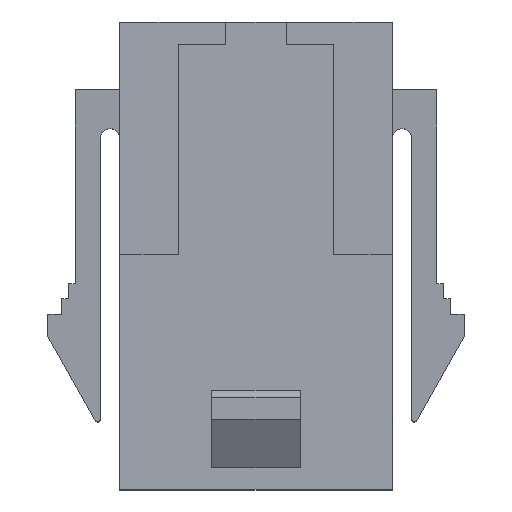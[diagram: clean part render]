
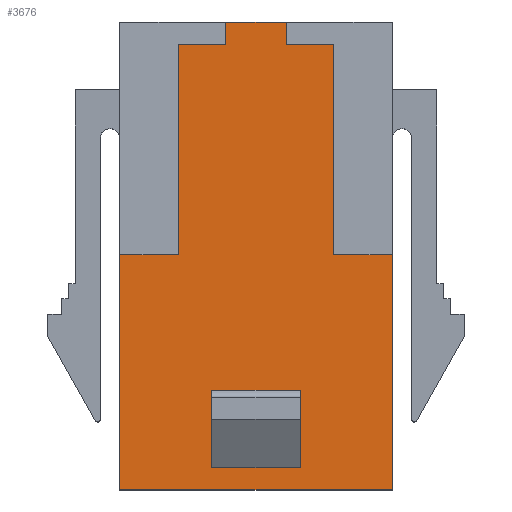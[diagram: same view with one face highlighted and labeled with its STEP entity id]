
A CAD part, top view. The second image highlights one B-rep face of the part: STEP entity #3676.
In plain terms, the highlighted planar face has unit normal (0, 0, 1).
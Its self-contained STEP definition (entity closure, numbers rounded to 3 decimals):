
#327=ORIENTED_EDGE('',*,*,#1347,.F.);
#328=ORIENTED_EDGE('',*,*,#1348,.T.);
#329=ORIENTED_EDGE('',*,*,#1349,.T.);
#330=ORIENTED_EDGE('',*,*,#1350,.F.);
#331=ORIENTED_EDGE('',*,*,#1209,.F.);
#332=ORIENTED_EDGE('',*,*,#1305,.F.);
#333=ORIENTED_EDGE('',*,*,#1346,.F.);
#334=ORIENTED_EDGE('',*,*,#1344,.F.);
#335=ORIENTED_EDGE('',*,*,#1342,.F.);
#336=ORIENTED_EDGE('',*,*,#1340,.F.);
#337=ORIENTED_EDGE('',*,*,#1178,.F.);
#338=ORIENTED_EDGE('',*,*,#1339,.F.);
#339=ORIENTED_EDGE('',*,*,#1337,.F.);
#340=ORIENTED_EDGE('',*,*,#1335,.F.);
#341=ORIENTED_EDGE('',*,*,#1333,.F.);
#342=ORIENTED_EDGE('',*,*,#1317,.F.);
#1178=EDGE_CURVE('',#1705,#1706,#2061,.T.);
#1209=EDGE_CURVE('',#1736,#1734,#2092,.T.);
#1305=EDGE_CURVE('',#1814,#1736,#2188,.T.);
#1317=EDGE_CURVE('',#1734,#1825,#2200,.T.);
#1333=EDGE_CURVE('',#1825,#1837,#2216,.T.);
#1335=EDGE_CURVE('',#1837,#1838,#2218,.T.);
#1337=EDGE_CURVE('',#1838,#1839,#2220,.T.);
#1339=EDGE_CURVE('',#1839,#1705,#2222,.T.);
#1340=EDGE_CURVE('',#1706,#1840,#2223,.T.);
#1342=EDGE_CURVE('',#1840,#1841,#2225,.T.);
#1344=EDGE_CURVE('',#1841,#1842,#2227,.T.);
#1346=EDGE_CURVE('',#1842,#1814,#2229,.T.);
#1347=EDGE_CURVE('',#1843,#1844,#2230,.T.);
#1348=EDGE_CURVE('',#1843,#1845,#2231,.T.);
#1349=EDGE_CURVE('',#1845,#1846,#2232,.T.);
#1350=EDGE_CURVE('',#1844,#1846,#2233,.T.);
#1705=VERTEX_POINT('',#5118);
#1706=VERTEX_POINT('',#5120);
#1734=VERTEX_POINT('',#5177);
#1736=VERTEX_POINT('',#5181);
#1814=VERTEX_POINT('',#5374);
#1825=VERTEX_POINT('',#5399);
#1837=VERTEX_POINT('',#5431);
#1838=VERTEX_POINT('',#5435);
#1839=VERTEX_POINT('',#5439);
#1840=VERTEX_POINT('',#5445);
#1841=VERTEX_POINT('',#5449);
#1842=VERTEX_POINT('',#5453);
#1843=VERTEX_POINT('',#5459);
#1844=VERTEX_POINT('',#5460);
#1845=VERTEX_POINT('',#5462);
#1846=VERTEX_POINT('',#5464);
#2061=LINE('',#5119,#2574);
#2092=LINE('',#5182,#2605);
#2188=LINE('',#5375,#2701);
#2200=LINE('',#5398,#2713);
#2216=LINE('',#5430,#2729);
#2218=LINE('',#5434,#2731);
#2220=LINE('',#5438,#2733);
#2222=LINE('',#5442,#2735);
#2223=LINE('',#5444,#2736);
#2225=LINE('',#5448,#2738);
#2227=LINE('',#5452,#2740);
#2229=LINE('',#5456,#2742);
#2230=LINE('',#5458,#2743);
#2231=LINE('',#5461,#2744);
#2232=LINE('',#5463,#2745);
#2233=LINE('',#5465,#2746);
#2574=VECTOR('',#4135,1000.);
#2605=VECTOR('',#4168,1000.);
#2701=VECTOR('',#4302,1000.);
#2713=VECTOR('',#4316,1000.);
#2729=VECTOR('',#4340,1000.);
#2731=VECTOR('',#4344,1000.);
#2733=VECTOR('',#4348,1000.);
#2735=VECTOR('',#4352,1000.);
#2736=VECTOR('',#4355,1000.);
#2738=VECTOR('',#4359,1000.);
#2740=VECTOR('',#4363,1000.);
#2742=VECTOR('',#4367,1000.);
#2743=VECTOR('',#4370,1000.);
#2744=VECTOR('',#4371,1000.);
#2745=VECTOR('',#4372,1000.);
#2746=VECTOR('',#4373,1000.);
#3086=EDGE_LOOP('',(#327,#328,#329,#330));
#3087=EDGE_LOOP('',(#331,#332,#333,#334,#335,#336,#337,#338,#339,#340,#341,
#342));
#3293=FACE_BOUND('',#3086,.T.);
#3294=FACE_BOUND('',#3087,.T.);
#3492=PLANE('',#3886);
#3676=ADVANCED_FACE('',(#3293,#3294),#3492,.F.);
#3886=AXIS2_PLACEMENT_3D('',#5457,#4368,#4369);
#4135=DIRECTION('',(1.,0.,0.));
#4168=DIRECTION('',(-1.,0.,0.));
#4302=DIRECTION('',(0.,-1.,0.));
#4316=DIRECTION('',(0.,1.,0.));
#4340=DIRECTION('',(1.,0.,0.));
#4344=DIRECTION('',(0.,1.,0.));
#4348=DIRECTION('',(1.,0.,0.));
#4352=DIRECTION('',(0.,1.,0.));
#4355=DIRECTION('',(0.,-1.,0.));
#4359=DIRECTION('',(1.,0.,0.));
#4363=DIRECTION('',(0.,-1.,0.));
#4367=DIRECTION('',(1.,0.,0.));
#4368=DIRECTION('',(0.,0.,-1.));
#4369=DIRECTION('',(-1.,0.,0.));
#4370=DIRECTION('',(-1.,0.,0.));
#4371=DIRECTION('',(0.,-1.,0.));
#4372=DIRECTION('',(-1.,0.,0.));
#4373=DIRECTION('',(0.,-1.,0.));
#5118=CARTESIAN_POINT('',(-1.1,8.45,1.935));
#5119=CARTESIAN_POINT('',(-1.1,8.45,1.935));
#5120=CARTESIAN_POINT('',(1.1,8.45,1.935));
#5177=CARTESIAN_POINT('',(-4.925,-8.45,1.935));
#5181=CARTESIAN_POINT('',(4.925,-8.45,1.935));
#5182=CARTESIAN_POINT('',(4.925,-8.45,1.935));
#5374=CARTESIAN_POINT('',(4.925,0.05,1.935));
#5375=CARTESIAN_POINT('',(4.925,0.05,1.935));
#5398=CARTESIAN_POINT('',(-4.925,-8.45,1.935));
#5399=CARTESIAN_POINT('',(-4.925,0.05,1.935));
#5430=CARTESIAN_POINT('',(-4.925,0.05,1.935));
#5431=CARTESIAN_POINT('',(-2.8,0.05,1.935));
#5434=CARTESIAN_POINT('',(-2.8,0.05,1.935));
#5435=CARTESIAN_POINT('',(-2.8,7.624,1.935));
#5438=CARTESIAN_POINT('',(-2.8,7.624,1.935));
#5439=CARTESIAN_POINT('',(-1.1,7.624,1.935));
#5442=CARTESIAN_POINT('',(-1.1,7.624,1.935));
#5444=CARTESIAN_POINT('',(1.1,8.45,1.935));
#5445=CARTESIAN_POINT('',(1.1,7.624,1.935));
#5448=CARTESIAN_POINT('',(1.1,7.624,1.935));
#5449=CARTESIAN_POINT('',(2.8,7.624,1.935));
#5452=CARTESIAN_POINT('',(2.8,7.624,1.935));
#5453=CARTESIAN_POINT('',(2.8,0.05,1.935));
#5456=CARTESIAN_POINT('',(2.8,0.05,1.935));
#5457=CARTESIAN_POINT('',(0.,0.,1.935));
#5458=CARTESIAN_POINT('',(1.59,-4.85,1.935));
#5459=CARTESIAN_POINT('',(1.59,-4.85,1.935));
#5460=CARTESIAN_POINT('',(-1.59,-4.85,1.935));
#5461=CARTESIAN_POINT('',(1.59,-7.65,1.935));
#5462=CARTESIAN_POINT('',(1.59,-7.65,1.935));
#5463=CARTESIAN_POINT('',(1.59,-7.65,1.935));
#5464=CARTESIAN_POINT('',(-1.59,-7.65,1.935));
#5465=CARTESIAN_POINT('',(-1.59,-7.65,1.935));
